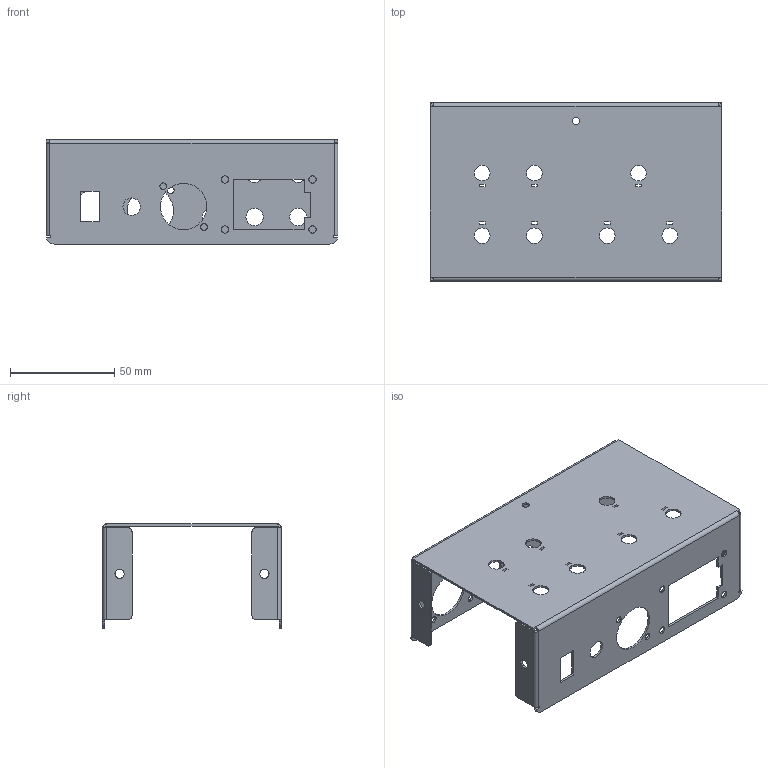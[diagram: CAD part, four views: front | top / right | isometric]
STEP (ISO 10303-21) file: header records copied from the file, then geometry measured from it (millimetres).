
FILE_DESCRIPTION(/* description */ (''),/* implementation_level */ '2;1');
FILE_NAME(/* name */ 'TOP_V11.step',/* time_stamp */ '2026-02-05T20:46:17-08:00',/* author */ (''),/* organization */ (''),/* preprocessor_version */ 'ST-DEVELOPER v20.1',/* originating_system */ 'Autodesk Translation Framework v14.24.0.0',/* authorisation */ '');
FILE_SCHEMA (('AUTOMOTIVE_DESIGN { 1 0 10303 214 3 1 1 }'));
Length unit declared in the file: millimetre
Products named in the file (1): TOP
Bounding box: 140 x 85.54 x 50 mm (x, y, z)
Volume: 25249 mm3; surface area: 51219.3 mm2
Topology: 1 solids, 1 shells, 149 faces, 393 edges, 246 vertices
Faces by surface type: plane 90, cylinder 59
Full cylindrical faces by diameter (mm): 3.2 x6, 3.5 x5, 4.36 x4, 7 x2, 7.5 x7, 8.3 x4, 22.25 x3
Entity records: 4754 total; most frequent: DIRECTION 811, CARTESIAN_POINT 789, ORIENTED_EDGE 786, EDGE_CURVE 393, LINE 275, VECTOR 275, AXIS2_PLACEMENT_3D 268, VERTEX_POINT 246
